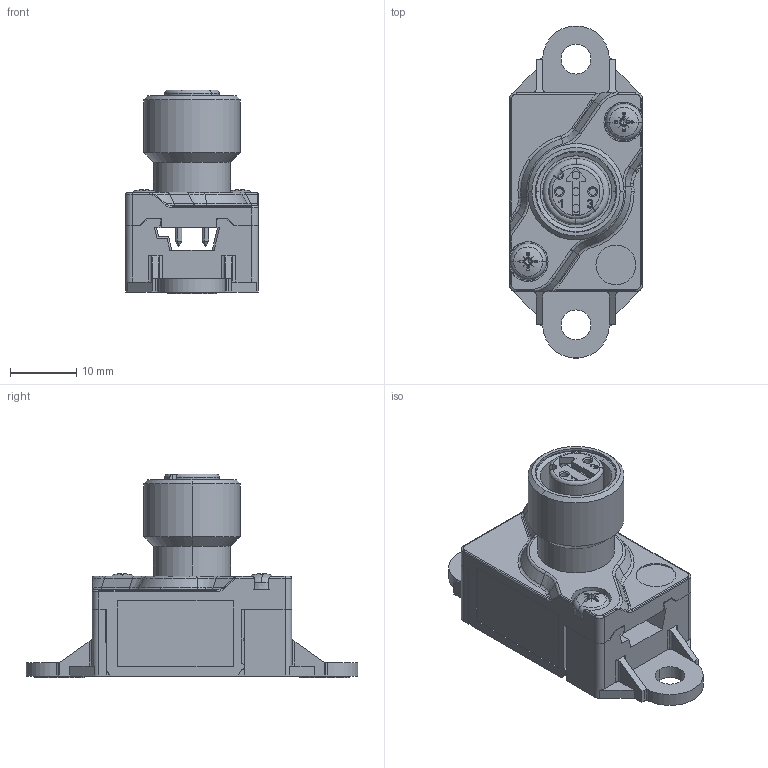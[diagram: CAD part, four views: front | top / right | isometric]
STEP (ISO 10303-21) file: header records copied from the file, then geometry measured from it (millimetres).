
FILE_DESCRIPTION(('HOOPS Exchange Step'),'2;1');
FILE_NAME('export-E958A8BC-FCD3-4DDB-A717-C3CFA090452C.stp','2023-12-04T14:13:12+01:00',('jberger'),('Alibre'),'HOOPS Exchange 2021.0','Alibre','Unknown authorisation');
FILE_SCHEMA( ('AP242_MANAGED_MODEL_BASED_3D_ENGINEERING_MIM_LF {1 0 10303 442 1 1 4 }') );
Length unit declared in the file: centimetre
Products named in the file (1): 20260-933302-210
Bounding box: 20 x 49.96 x 30.7 mm (x, y, z)
Volume: 9664.1 mm3; surface area: 5573 mm2
Topology: 1 solids, 3 shells, 545 faces, 1450 edges, 922 vertices
Faces by surface type: plane 269, cylinder 128, cone 64, torus 43, bspline 37, sphere 4
Entity records: 18418 total; most frequent: CARTESIAN_POINT 4815, ORIENTED_EDGE 2880, DIRECTION 2755, EDGE_CURVE 1440, AXIS2_PLACEMENT_3D 982, VERTEX_POINT 922, VECTOR 791, LINE 791
